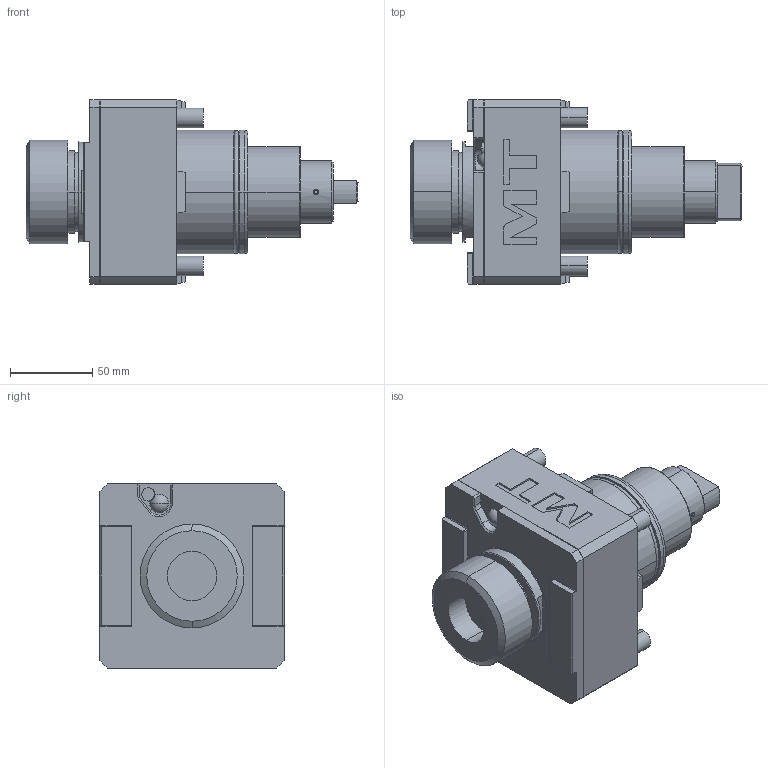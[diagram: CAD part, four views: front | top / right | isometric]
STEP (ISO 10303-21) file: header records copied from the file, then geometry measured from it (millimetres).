
FILE_DESCRIPTION((''),'2;1');
FILE_NAME('DWO3390240_CONF','2023-05-08T16:58:13',('gvalli'),('M.T. srl'),'CREO PARAMETRIC BY PTC INC, 2021072','CREO PARAMETRIC BY PTC INC, 2021072','');
FILE_SCHEMA(('CONFIG_CONTROL_DESIGN'));
Length unit declared in the file: millimetre
Products named in the file (1): DWO3390240_CONF
Bounding box: 201.66 x 112 x 112 mm (x, y, z)
Volume: 1072127.1 mm3; surface area: 105661.1 mm2
Topology: 1 solids, 1 shells, 257 faces, 619 edges, 394 vertices
Faces by surface type: plane 138, cylinder 89, cone 16, extrusion 4, bspline 4, torus 4, sphere 2
Entity records: 8260 total; most frequent: CARTESIAN_POINT 2143, DIRECTION 1269, ORIENTED_EDGE 1230, EDGE_CURVE 615, AXIS2_PLACEMENT_3D 437, VECTOR 395, VERTEX_POINT 394, LINE 391
